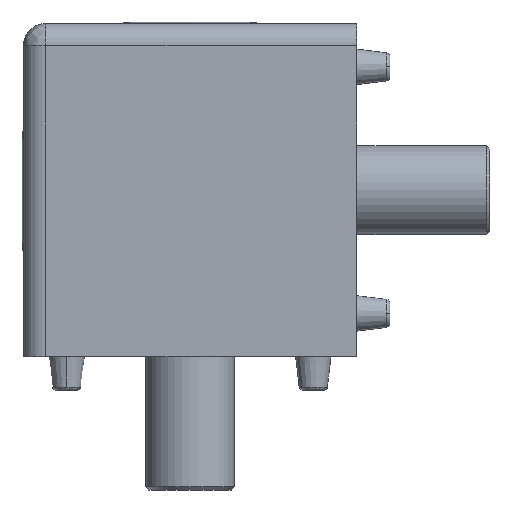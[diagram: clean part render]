
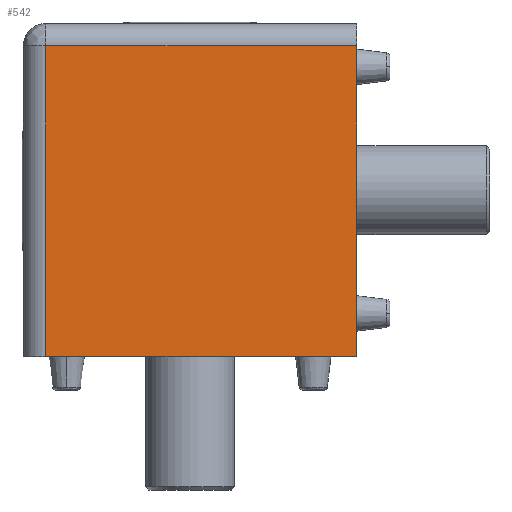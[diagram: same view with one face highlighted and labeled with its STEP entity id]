
A CAD part, left-side view. The second image highlights one B-rep face of the part: STEP entity #542.
In plain terms, the highlighted planar face has unit normal (-1, 0, 0).
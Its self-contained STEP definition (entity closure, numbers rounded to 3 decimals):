
#285 = ORIENTED_EDGE ( 'NONE', *, *, #7755, .F. ) ;
#494 = VECTOR ( 'NONE', #1208, 1000. ) ;
#542 = ADVANCED_FACE ( 'NONE', ( #2330 ), #1015, .F. ) ;
#663 = VERTEX_POINT ( 'NONE', #7682 ) ;
#750 = ORIENTED_EDGE ( 'NONE', *, *, #2795, .F. ) ;
#1015 = PLANE ( 'NONE',  #5439 ) ;
#1130 = EDGE_LOOP ( 'NONE', ( #2118, #1954, #285, #750 ) ) ;
#1168 = LINE ( 'NONE', #2478, #4181 ) ;
#1208 = DIRECTION ( 'NONE',  ( 0., 0., -1. ) ) ;
#1467 = CARTESIAN_POINT ( 'NONE',  ( -15., -15., -15. ) ) ;
#1844 = DIRECTION ( 'NONE',  ( 0., 0., -1. ) ) ;
#1954 = ORIENTED_EDGE ( 'NONE', *, *, #2890, .F. ) ;
#2118 = ORIENTED_EDGE ( 'NONE', *, *, #5410, .F. ) ;
#2198 = CARTESIAN_POINT ( 'NONE',  ( -15., 13., 13. ) ) ;
#2330 = FACE_OUTER_BOUND ( 'NONE', #1130, .T. ) ;
#2416 = LINE ( 'NONE', #3649, #7829 ) ;
#2478 = CARTESIAN_POINT ( 'NONE',  ( -15., 13., -15. ) ) ;
#2724 = VERTEX_POINT ( 'NONE', #5269 ) ;
#2795 = EDGE_CURVE ( 'NONE', #663, #5087, #7847, .T. ) ;
#2853 = CARTESIAN_POINT ( 'NONE',  ( -15., 15., -15. ) ) ;
#2890 = EDGE_CURVE ( 'NONE', #2724, #6943, #1168, .T. ) ;
#3649 = CARTESIAN_POINT ( 'NONE',  ( -15., 15., 13. ) ) ;
#4181 = VECTOR ( 'NONE', #4859, 1000. ) ;
#4197 = CARTESIAN_POINT ( 'NONE',  ( -15., 15., -15. ) ) ;
#4268 = DIRECTION ( 'NONE',  ( 1., 0., 0. ) ) ;
#4639 = LINE ( 'NONE', #4197, #7248 ) ;
#4859 = DIRECTION ( 'NONE',  ( 0., 0., 1. ) ) ;
#5087 = VERTEX_POINT ( 'NONE', #1467 ) ;
#5269 = CARTESIAN_POINT ( 'NONE',  ( -15., 13., -15. ) ) ;
#5410 = EDGE_CURVE ( 'NONE', #6943, #663, #2416, .T. ) ;
#5439 = AXIS2_PLACEMENT_3D ( 'NONE', #2853, #4268, #1844 ) ;
#5976 = CARTESIAN_POINT ( 'NONE',  ( -15., -15., -15. ) ) ;
#6631 = DIRECTION ( 'NONE',  ( 0., 1., 0. ) ) ;
#6943 = VERTEX_POINT ( 'NONE', #2198 ) ;
#7248 = VECTOR ( 'NONE', #6631, 1000. ) ;
#7271 = DIRECTION ( 'NONE',  ( 0., -1., 0. ) ) ;
#7682 = CARTESIAN_POINT ( 'NONE',  ( -15., -15., 13. ) ) ;
#7755 = EDGE_CURVE ( 'NONE', #5087, #2724, #4639, .T. ) ;
#7829 = VECTOR ( 'NONE', #7271, 1000. ) ;
#7847 = LINE ( 'NONE', #5976, #494 ) ;
